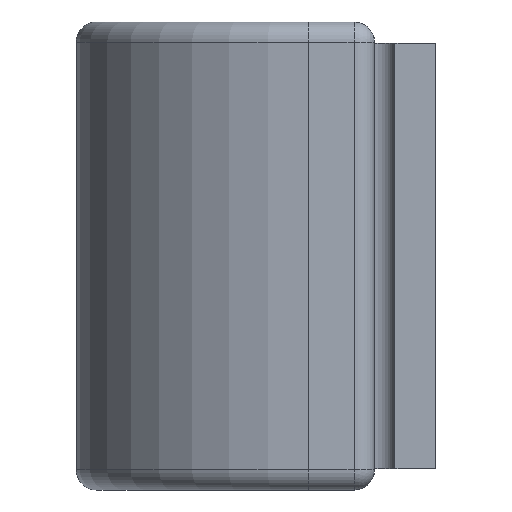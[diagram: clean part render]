
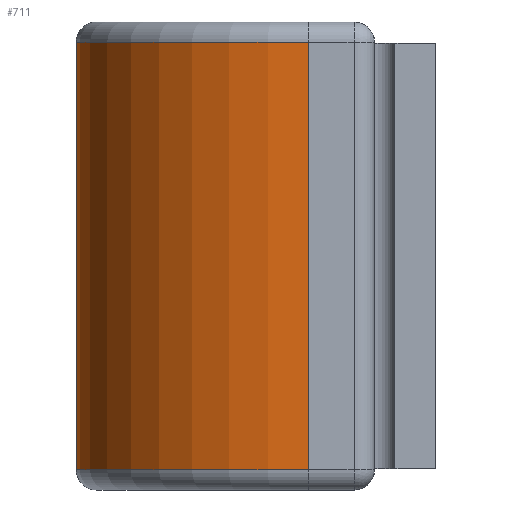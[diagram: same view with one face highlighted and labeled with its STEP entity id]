
A CAD part, left-side view. The second image highlights one B-rep face of the part: STEP entity #711.
In plain terms, the highlighted cylindrical face has radius 8.661 mm (diameter 17.323 mm), a partial arc.
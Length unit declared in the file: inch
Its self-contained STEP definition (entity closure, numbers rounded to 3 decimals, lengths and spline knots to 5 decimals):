
#21 = CARTESIAN_POINT ( 'NONE',  ( 1.278, 0.18725, -0.31375 ) ) ;
#86 = VERTEX_POINT ( 'NONE', #1626 ) ;
#119 = FACE_OUTER_BOUND ( 'NONE', #236, .T. ) ;
#135 = ORIENTED_EDGE ( 'NONE', *, *, #1662, .F. ) ;
#192 = EDGE_CURVE ( 'NONE', #600, #294, #1388, .T. ) ;
#216 = DIRECTION ( 'NONE',  ( 1., 0., 0. ) ) ;
#236 = EDGE_LOOP ( 'NONE', ( #135, #1587, #1239, #1588 ) ) ;
#294 = VERTEX_POINT ( 'NONE', #575 ) ;
#446 = DIRECTION ( 'NONE',  ( 1., 0., 0. ) ) ;
#495 = CYLINDRICAL_SURFACE ( 'NONE', #1982, 0.341 ) ;
#575 = CARTESIAN_POINT ( 'NONE',  ( 0.596, 0.18725, -0.31375 ) ) ;
#600 = VERTEX_POINT ( 'NONE', #21 ) ;
#640 = EDGE_CURVE ( 'NONE', #294, #86, #1411, .T. ) ;
#711 = ADVANCED_FACE ( 'NONE', ( #119 ), #495, .T. ) ;
#716 = EDGE_CURVE ( 'NONE', #1671, #86, #1863, .T. ) ;
#805 = CARTESIAN_POINT ( 'NONE',  ( 0.596, 0.18725, -0.31375 ) ) ;
#1016 = CARTESIAN_POINT ( 'NONE',  ( 0.937, 0.18725, -0.31375 ) ) ;
#1023 = VECTOR ( 'NONE', #1870, 39.37008 ) ;
#1075 = DIRECTION ( 'NONE',  ( 0., 0., 1. ) ) ;
#1134 = VECTOR ( 'NONE', #1075, 39.37008 ) ;
#1159 = CARTESIAN_POINT ( 'NONE',  ( 0.937, 0.18725, 0.31375 ) ) ;
#1164 = DIRECTION ( 'NONE',  ( 0., 0., 1. ) ) ;
#1230 = DIRECTION ( 'NONE',  ( 0., 0., 1. ) ) ;
#1239 = ORIENTED_EDGE ( 'NONE', *, *, #640, .T. ) ;
#1388 = CIRCLE ( 'NONE', #1939, 0.341 ) ;
#1411 = LINE ( 'NONE', #805, #1023 ) ;
#1555 = LINE ( 'NONE', #1804, #1134 ) ;
#1584 = DIRECTION ( 'NONE',  ( 1., 0., 0. ) ) ;
#1587 = ORIENTED_EDGE ( 'NONE', *, *, #192, .T. ) ;
#1588 = ORIENTED_EDGE ( 'NONE', *, *, #716, .F. ) ;
#1626 = CARTESIAN_POINT ( 'NONE',  ( 0.596, 0.18725, 0.31375 ) ) ;
#1662 = EDGE_CURVE ( 'NONE', #600, #1671, #1555, .T. ) ;
#1671 = VERTEX_POINT ( 'NONE', #1957 ) ;
#1729 = CARTESIAN_POINT ( 'NONE',  ( 0.937, 0.18725, 0.3125 ) ) ;
#1804 = CARTESIAN_POINT ( 'NONE',  ( 1.278, 0.18725, -0.31375 ) ) ;
#1863 = CIRCLE ( 'NONE', #1886, 0.341 ) ;
#1870 = DIRECTION ( 'NONE',  ( 0., 0., 1. ) ) ;
#1886 = AXIS2_PLACEMENT_3D ( 'NONE', #1159, #1230, #446 ) ;
#1893 = DIRECTION ( 'NONE',  ( 0., 0., 1. ) ) ;
#1939 = AXIS2_PLACEMENT_3D ( 'NONE', #1016, #1164, #216 ) ;
#1957 = CARTESIAN_POINT ( 'NONE',  ( 1.278, 0.18725, 0.31375 ) ) ;
#1982 = AXIS2_PLACEMENT_3D ( 'NONE', #1729, #1893, #1584 ) ;
